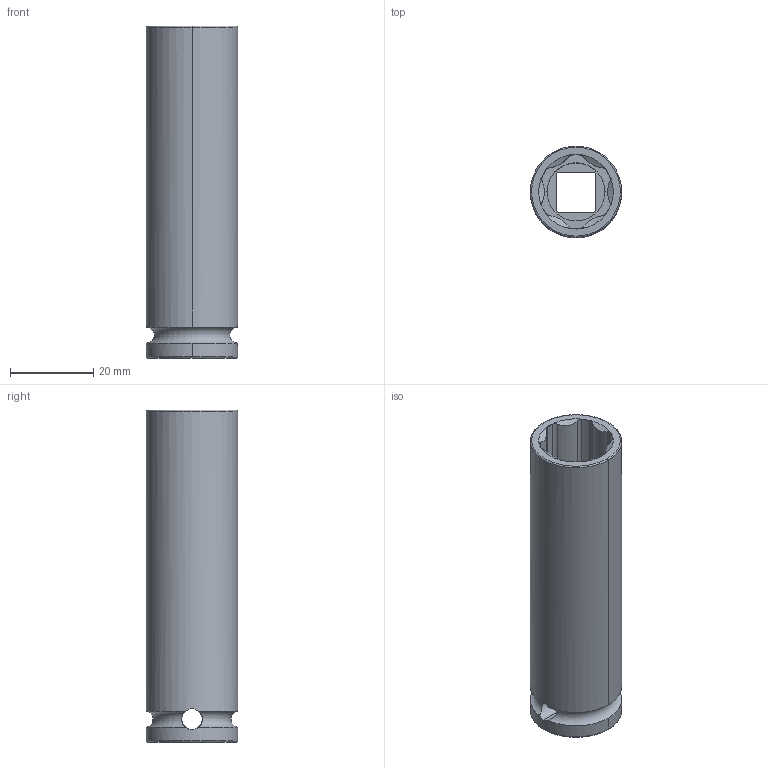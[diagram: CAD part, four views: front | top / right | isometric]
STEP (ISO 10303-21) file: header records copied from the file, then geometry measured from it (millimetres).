
FILE_DESCRIPTION((''),'2;1');
FILE_NAME('4027121015','2023-08-21T16:04:43',('A00565553'),(''),'CREO PARAMETRIC BY PTC INC, 2022414','CREO PARAMETRIC BY PTC INC, 2022414','');
FILE_SCHEMA(('CONFIG_CONTROL_DESIGN','GEOMETRIC_VALIDATION_PROPERTIES_MIM'));
Length unit declared in the file: millimetre
Products named in the file (1): 4027121015
Bounding box: 22 x 22 x 80 mm (x, y, z)
Volume: 17297 mm3; surface area: 9815.4 mm2
Topology: 1 solids, 1 shells, 64 faces, 177 edges, 114 vertices
Faces by surface type: cylinder 39, plane 13, cone 6, torus 6
Entity records: 2937 total; most frequent: CARTESIAN_POINT 657, ORIENTED_EDGE 354, DIRECTION 334, PRESENTATION_STYLE_ASSIGNMENT 178, STYLED_ITEM 178, CURVE_STYLE 177, EDGE_CURVE 177, AXIS2_PLACEMENT_3D 138
